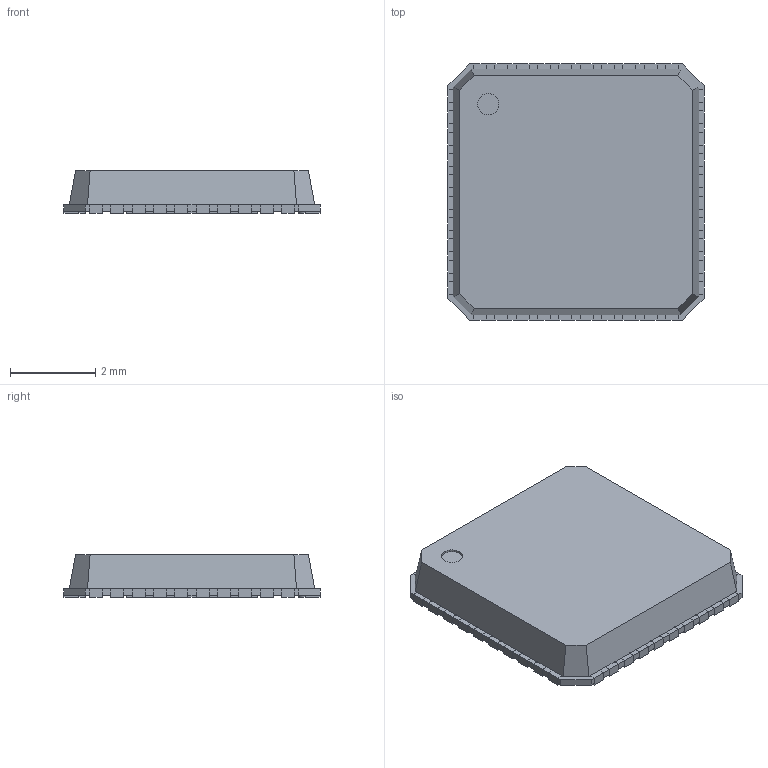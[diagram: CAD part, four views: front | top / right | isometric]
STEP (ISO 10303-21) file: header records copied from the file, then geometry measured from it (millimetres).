
FILE_DESCRIPTION((''),'2;1');
FILE_NAME('QFN50P600X600X100-41N-S305.stp','2010-07-05T14:42:58',(''),(''),'Mechanical Desktop 2010','Mechanical Desktop 2010',', , ');
FILE_SCHEMA(('AUTOMOTIVE_DESIGN { 1 2 10303 214 1 1 1 1 }'));
Length unit declared in the file: millimetre
Products named in the file (1): Product
Bounding box: 6 x 6 x 1 mm (x, y, z)
Volume: 30.9 mm3; surface area: 175.4 mm2
Topology: 43 solids, 43 shells, 433 faces, 1038 edges, 692 vertices
Faces by surface type: plane 211, bspline 180, cylinder 42
Entity records: 12990 total; most frequent: CARTESIAN_POINT 3264, ORIENTED_EDGE 2076, DIRECTION 1710, EDGE_CURVE 1038, VECTOR 874, LINE 874, VERTEX_POINT 692, EDGE_LOOP 436
